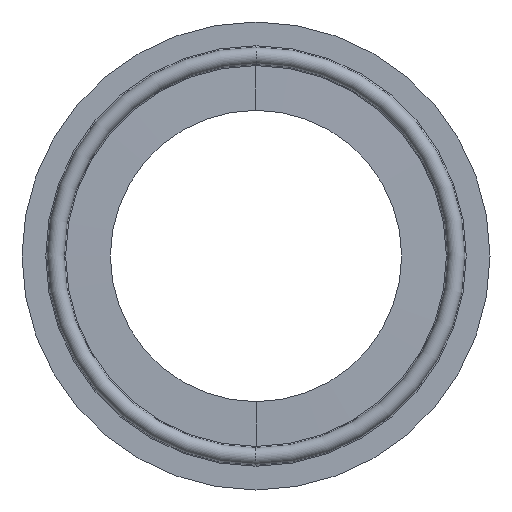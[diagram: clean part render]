
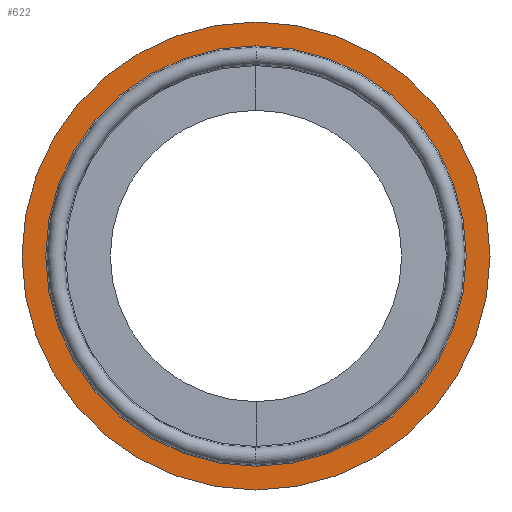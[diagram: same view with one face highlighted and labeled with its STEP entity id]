
A CAD part, left-side view. The second image highlights one B-rep face of the part: STEP entity #622.
In plain terms, the highlighted planar face has unit normal (-1, 0, 0).
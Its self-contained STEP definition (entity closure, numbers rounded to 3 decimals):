
#70 = AXIS2_PLACEMENT_3D ( 'NONE', #660, #734, #719 ) ;
#94 = AXIS2_PLACEMENT_3D ( 'NONE', #194, #414, #633 ) ;
#98 = DIRECTION ( 'NONE',  ( -1., 0., 0. ) ) ;
#130 = VERTEX_POINT ( 'NONE', #727 ) ;
#164 = EDGE_CURVE ( 'NONE', #614, #841, #373, .T. ) ;
#171 = FACE_BOUND ( 'NONE', #393, .T. ) ;
#178 = FACE_OUTER_BOUND ( 'NONE', #861, .T. ) ;
#185 = AXIS2_PLACEMENT_3D ( 'NONE', #740, #525, #677 ) ;
#194 = CARTESIAN_POINT ( 'NONE',  ( -0.9, 0., 0. ) ) ;
#233 = EDGE_CURVE ( 'NONE', #130, #553, #237, .T. ) ;
#237 = CIRCLE ( 'NONE', #70, 29.65 ) ;
#286 = EDGE_CURVE ( 'NONE', #841, #614, #486, .T. ) ;
#307 = PLANE ( 'NONE',  #561 ) ;
#322 = CARTESIAN_POINT ( 'NONE',  ( -0.9, 0., -33. ) ) ;
#365 = CARTESIAN_POINT ( 'NONE',  ( -0.9, 0., 0. ) ) ;
#373 = CIRCLE ( 'NONE', #607, 33. ) ;
#393 = EDGE_LOOP ( 'NONE', ( #499, #742 ) ) ;
#414 = DIRECTION ( 'NONE',  ( -1., 0., 0. ) ) ;
#455 = CARTESIAN_POINT ( 'NONE',  ( -0.9, 0., 29.65 ) ) ;
#467 = CARTESIAN_POINT ( 'NONE',  ( -0.9, 0., 33. ) ) ;
#486 = CIRCLE ( 'NONE', #94, 33. ) ;
#499 = ORIENTED_EDGE ( 'NONE', *, *, #233, .T. ) ;
#518 = EDGE_CURVE ( 'NONE', #553, #130, #589, .T. ) ;
#525 = DIRECTION ( 'NONE',  ( 1., 0., 0. ) ) ;
#553 = VERTEX_POINT ( 'NONE', #455 ) ;
#561 = AXIS2_PLACEMENT_3D ( 'NONE', #593, #745, #611 ) ;
#589 = CIRCLE ( 'NONE', #185, 29.65 ) ;
#593 = CARTESIAN_POINT ( 'NONE',  ( -0.9, 29.45, 0. ) ) ;
#607 = AXIS2_PLACEMENT_3D ( 'NONE', #365, #98, #795 ) ;
#611 = DIRECTION ( 'NONE',  ( 0., 0., -1. ) ) ;
#614 = VERTEX_POINT ( 'NONE', #322 ) ;
#616 = ORIENTED_EDGE ( 'NONE', *, *, #164, .T. ) ;
#622 = ADVANCED_FACE ( 'NONE', ( #171, #178 ), #307, .F. ) ;
#633 = DIRECTION ( 'NONE',  ( 0., 0., 1. ) ) ;
#660 = CARTESIAN_POINT ( 'NONE',  ( -0.9, 0., 0. ) ) ;
#677 = DIRECTION ( 'NONE',  ( 0., 0., -1. ) ) ;
#689 = ORIENTED_EDGE ( 'NONE', *, *, #286, .T. ) ;
#719 = DIRECTION ( 'NONE',  ( 0., 0., -1. ) ) ;
#727 = CARTESIAN_POINT ( 'NONE',  ( -0.9, 0., -29.65 ) ) ;
#734 = DIRECTION ( 'NONE',  ( 1., 0., 0. ) ) ;
#740 = CARTESIAN_POINT ( 'NONE',  ( -0.9, 0., 0. ) ) ;
#742 = ORIENTED_EDGE ( 'NONE', *, *, #518, .T. ) ;
#745 = DIRECTION ( 'NONE',  ( 1., 0., 0. ) ) ;
#795 = DIRECTION ( 'NONE',  ( 0., 0., 1. ) ) ;
#841 = VERTEX_POINT ( 'NONE', #467 ) ;
#861 = EDGE_LOOP ( 'NONE', ( #689, #616 ) ) ;
